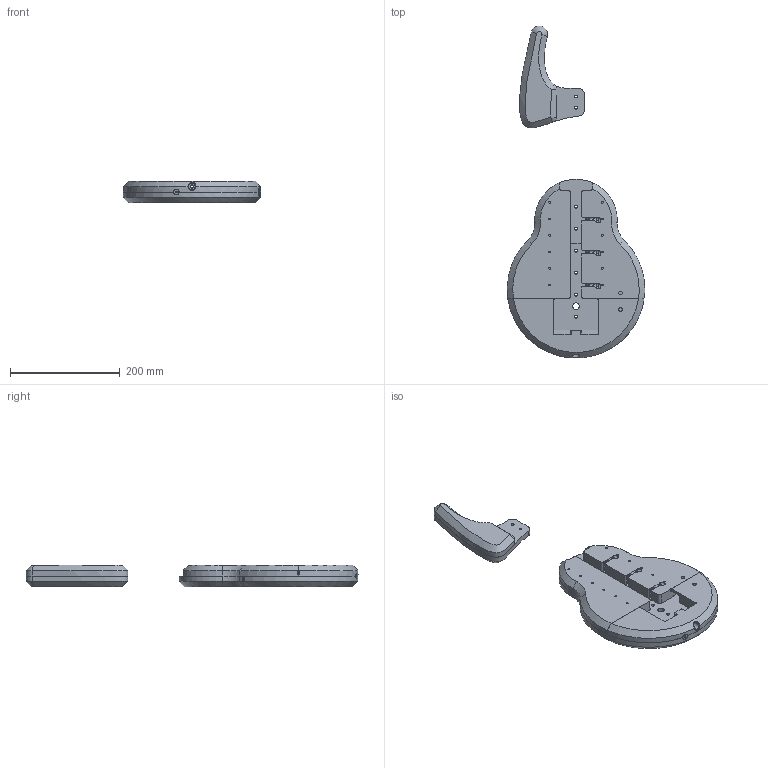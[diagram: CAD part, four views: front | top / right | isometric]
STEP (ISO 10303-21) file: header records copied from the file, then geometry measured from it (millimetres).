
FILE_DESCRIPTION(/* description */ ('STEP AP242 Edition 2','CAx-IF Rec.Pracs.---Representation and Presentation of Product Manufacturing Information (PMI)---4.0---2014-10-13','CAx-IF Rec.Pracs.---3D Tessellated Geometry---0.4---2014-09-14','2;1','CAx-IF Rec.Pracs.---User Defined Attributes---1.5---2016-08-15'),/* implementation_level */ '2;1');
FILE_NAME(/* name */ '6926b7e334fb549e90dccf96',/* time_stamp */ '2025-11-26T08:18:46Z',/* author */ (''),/* organization */ (''),/* preprocessor_version */ 'ST-DEVELOPER v20',/* originating_system */ 'ONSHAPE BY PTC INC, 1.207',/* authorisation */ ' ');
FILE_SCHEMA (('AP242_MANAGED_MODEL_BASED_3D_ENGINEERING_MIM_LF { 1 0 10303 442 3 1 4 }'));
Length unit declared in the file: millimetre
Products named in the file (9): Strap Mount; Front Left; Front Right; Front Bottom; Back Bottom; Back Top; Horn Back; Horn Top
Bounding box: 249.95 x 603.81 x 40 mm (x, y, z)
Volume: 2301662.9 mm3; surface area: 349035.8 mm2
Topology: 9 solids, 9 shells, 779 faces, 2069 edges, 1369 vertices
Faces by surface type: bspline 779
Entity records: 30123 total; most frequent: CARTESIAN_POINT 13317, ORIENTED_EDGE 4114, DIRECTION 2823, EDGE_CURVE 2057, VERTEX_POINT 1369, AXIS2_PLACEMENT_3D 1209, CIRCLE 1166, EDGE_LOOP 958
